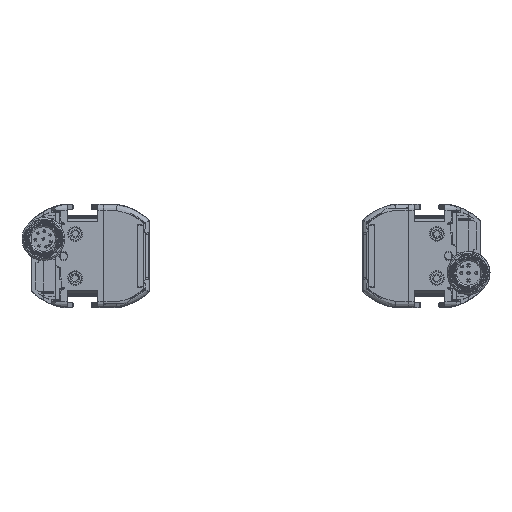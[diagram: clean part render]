
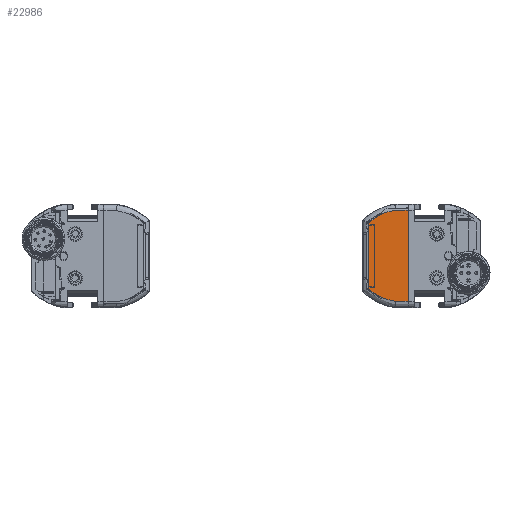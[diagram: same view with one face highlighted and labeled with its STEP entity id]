
A CAD part, front view. The second image highlights one B-rep face of the part: STEP entity #22986.
In plain terms, the highlighted planar face has unit normal (0, -1, 0).
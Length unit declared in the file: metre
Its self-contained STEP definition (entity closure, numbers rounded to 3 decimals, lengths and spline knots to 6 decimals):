
#95 = ORIENTED_EDGE ( 'NONE', *, *, #44111, .T. ) ;
#184 = DIRECTION ( 'NONE',  ( 0., -1., 0. ) ) ;
#2199 = CARTESIAN_POINT ( 'NONE',  ( 2.032072, -27.047244, 0.613284 ) ) ;
#5482 = CARTESIAN_POINT ( 'NONE',  ( 1.97247, -27.047244, 0.091771 ) ) ;
#6878 = CARTESIAN_POINT ( 'NONE',  ( 1.5, -27.047244, -0.435368 ) ) ;
#7087 = CIRCLE ( 'NONE', #72273, 0.707887 ) ;
#7982 = PLANE ( 'NONE',  #26015 ) ;
#10355 = CARTESIAN_POINT ( 'NONE',  ( 1.860405, -27.047244, 0.613284 ) ) ;
#14035 = EDGE_CURVE ( 'NONE', #77017, #102223, #90707, .T. ) ;
#16331 = CARTESIAN_POINT ( 'NONE',  ( 1.97247, -27.047244, -0.085676 ) ) ;
#16898 = CARTESIAN_POINT ( 'NONE',  ( 1.5, -27.047244, -0.469393 ) ) ;
#17120 = AXIS2_PLACEMENT_3D ( 'NONE', #16331, #184, #81841 ) ;
#17662 = DIRECTION ( 'NONE',  ( -1., 0., 0. ) ) ;
#17786 = ORIENTED_EDGE ( 'NONE', *, *, #14035, .T. ) ;
#20538 = DIRECTION ( 'NONE',  ( 0., -1., 0. ) ) ;
#20671 = EDGE_CURVE ( 'NONE', #102223, #97885, #49683, .T. ) ;
#21016 = VECTOR ( 'NONE', #47186, 39.370079 ) ;
#22986 = ADVANCED_FACE ( 'NONE', ( #81010 ), #7982, .F. ) ;
#24110 = CARTESIAN_POINT ( 'NONE',  ( 1.854331, -27.047244, 0.613284 ) ) ;
#25124 = DIRECTION ( 'NONE',  ( 0., 1., 0. ) ) ;
#26015 = AXIS2_PLACEMENT_3D ( 'NONE', #41194, #25124, #105709 ) ;
#30283 = VECTOR ( 'NONE', #17662, 39.370079 ) ;
#32113 = DIRECTION ( 'NONE',  ( 0., 0., -1. ) ) ;
#32318 = ORIENTED_EDGE ( 'NONE', *, *, #33821, .T. ) ;
#33821 = EDGE_CURVE ( 'NONE', #76403, #48433, #7087, .T. ) ;
#38209 = DIRECTION ( 'NONE',  ( -0.667, 0., -0.745 ) ) ;
#40191 = VECTOR ( 'NONE', #89943, 39.370079 ) ;
#41194 = CARTESIAN_POINT ( 'NONE',  ( 2.007874, -27.047244, -0.215456 ) ) ;
#44067 = ORIENTED_EDGE ( 'NONE', *, *, #100457, .F. ) ;
#44111 = EDGE_CURVE ( 'NONE', #48433, #93441, #62806, .T. ) ;
#45684 = CARTESIAN_POINT ( 'NONE',  ( 1.860405, -27.047244, -0.607189 ) ) ;
#47186 = DIRECTION ( 'NONE',  ( 1., 0., 0. ) ) ;
#48433 = VERTEX_POINT ( 'NONE', #45684 ) ;
#48586 = LINE ( 'NONE', #16898, #40191 ) ;
#49683 = CIRCLE ( 'NONE', #17120, 0.707887 ) ;
#49961 = VECTOR ( 'NONE', #32113, 39.370079 ) ;
#50920 = CARTESIAN_POINT ( 'NONE',  ( 1.5, -27.047244, 0.441463 ) ) ;
#55594 = ORIENTED_EDGE ( 'NONE', *, *, #60802, .T. ) ;
#60802 = EDGE_CURVE ( 'NONE', #97885, #76403, #48586, .T. ) ;
#62806 = LINE ( 'NONE', #79450, #21016 ) ;
#65880 = CARTESIAN_POINT ( 'NONE',  ( 2.032072, -27.047244, -0.607189 ) ) ;
#67588 = ORIENTED_EDGE ( 'NONE', *, *, #20671, .T. ) ;
#72273 = AXIS2_PLACEMENT_3D ( 'NONE', #5482, #20538, #38209 ) ;
#76403 = VERTEX_POINT ( 'NONE', #6878 ) ;
#77017 = VERTEX_POINT ( 'NONE', #2199 ) ;
#79450 = CARTESIAN_POINT ( 'NONE',  ( 2.032072, -27.047244, -0.607189 ) ) ;
#81010 = FACE_OUTER_BOUND ( 'NONE', #95241, .T. ) ;
#81841 = DIRECTION ( 'NONE',  ( -0.158, 0., 0.987 ) ) ;
#82079 = LINE ( 'NONE', #88547, #49961 ) ;
#88547 = CARTESIAN_POINT ( 'NONE',  ( 2.032072, -27.047244, -0.215456 ) ) ;
#89943 = DIRECTION ( 'NONE',  ( 0., 0., -1. ) ) ;
#90707 = LINE ( 'NONE', #24110, #30283 ) ;
#93441 = VERTEX_POINT ( 'NONE', #65880 ) ;
#95241 = EDGE_LOOP ( 'NONE', ( #67588, #55594, #32318, #95, #44067, #17786 ) ) ;
#97885 = VERTEX_POINT ( 'NONE', #50920 ) ;
#100457 = EDGE_CURVE ( 'NONE', #77017, #93441, #82079, .T. ) ;
#102223 = VERTEX_POINT ( 'NONE', #10355 ) ;
#105709 = DIRECTION ( 'NONE',  ( 1., 0., 0. ) ) ;
